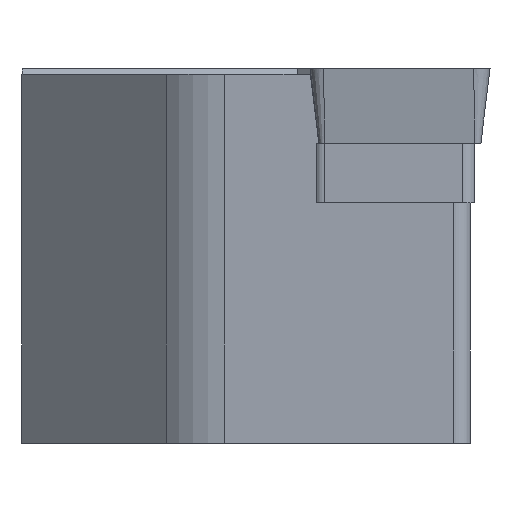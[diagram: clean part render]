
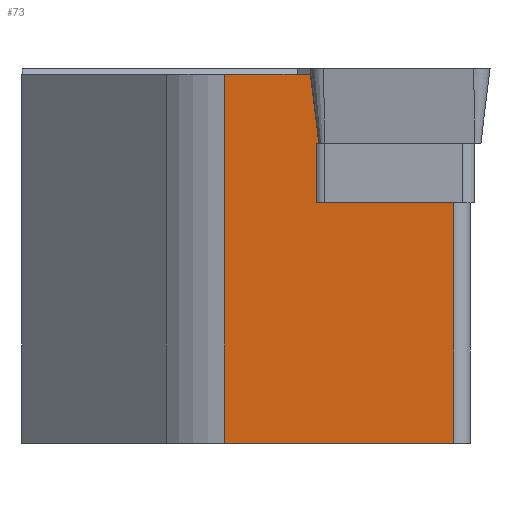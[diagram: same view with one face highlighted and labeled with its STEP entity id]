
A CAD part, left-side view. The second image highlights one B-rep face of the part: STEP entity #73.
In plain terms, the highlighted planar face has unit normal (-0.996, 0.087, 0).
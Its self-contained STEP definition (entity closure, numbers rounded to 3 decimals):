
#73=ADVANCED_FACE('',(#130),#105,.F.);
#105=PLANE('',#656);
#130=FACE_OUTER_BOUND('',#163,.T.);
#163=EDGE_LOOP('',(#206,#207,#208,#209,#210,#211,#212,#213));
#206=ORIENTED_EDGE('',*,*,#437,.F.);
#207=ORIENTED_EDGE('',*,*,#438,.T.);
#208=ORIENTED_EDGE('',*,*,#439,.F.);
#209=ORIENTED_EDGE('',*,*,#440,.F.);
#210=ORIENTED_EDGE('',*,*,#441,.F.);
#211=ORIENTED_EDGE('',*,*,#442,.F.);
#212=ORIENTED_EDGE('',*,*,#443,.F.);
#213=ORIENTED_EDGE('',*,*,#435,.T.);
#376=VERTEX_POINT('',#895);
#377=VERTEX_POINT('',#897);
#378=VERTEX_POINT('',#901);
#379=VERTEX_POINT('',#903);
#380=VERTEX_POINT('',#905);
#381=VERTEX_POINT('',#907);
#382=VERTEX_POINT('',#909);
#383=VERTEX_POINT('',#911);
#435=EDGE_CURVE('',#377,#376,#521,.T.);
#437=EDGE_CURVE('',#378,#376,#522,.T.);
#438=EDGE_CURVE('',#378,#379,#523,.T.);
#439=EDGE_CURVE('',#380,#379,#524,.T.);
#440=EDGE_CURVE('',#381,#380,#525,.T.);
#441=EDGE_CURVE('',#382,#381,#526,.T.);
#442=EDGE_CURVE('',#383,#382,#527,.T.);
#443=EDGE_CURVE('',#377,#383,#528,.T.);
#521=LINE('',#896,#590);
#522=LINE('',#900,#591);
#523=LINE('',#902,#592);
#524=LINE('',#904,#593);
#525=LINE('',#906,#594);
#526=LINE('',#908,#595);
#527=LINE('',#910,#596);
#528=LINE('',#912,#597);
#590=VECTOR('',#717,1.);
#591=VECTOR('',#722,1.);
#592=VECTOR('',#723,1.);
#593=VECTOR('',#724,1.);
#594=VECTOR('',#725,1.);
#595=VECTOR('',#726,1.);
#596=VECTOR('',#727,1.);
#597=VECTOR('',#728,1.);
#656=AXIS2_PLACEMENT_3D('',#913,#729,#730);
#717=DIRECTION('',(0.,0.,1.));
#722=DIRECTION('',(-0.087,-0.996,0.));
#723=DIRECTION('',(0.,0.,1.));
#724=DIRECTION('',(0.087,0.996,0.));
#725=DIRECTION('',(-0.011,-0.123,-0.992));
#726=DIRECTION('',(-0.087,-0.996,0.));
#727=DIRECTION('',(0.,0.,1.));
#728=DIRECTION('',(0.087,0.996,0.));
#729=DIRECTION('',(0.996,-0.087,0.));
#730=DIRECTION('',(0.087,0.996,0.));
#895=CARTESIAN_POINT('',(1.07,1.936,-7.15));
#896=CARTESIAN_POINT('',(1.07,1.936,-30.));
#897=CARTESIAN_POINT('',(1.07,1.936,-20.));
#900=CARTESIAN_POINT('',(1.07,1.936,-7.15));
#901=CARTESIAN_POINT('',(1.713,9.291,-7.15));
#902=CARTESIAN_POINT('',(1.713,9.291,-3.97));
#903=CARTESIAN_POINT('',(1.713,9.291,-3.97));
#904=CARTESIAN_POINT('',(1.07,1.936,-3.97));
#905=CARTESIAN_POINT('',(1.701,9.148,-3.97));
#906=CARTESIAN_POINT('',(1.412,5.854,-30.49));
#907=CARTESIAN_POINT('',(1.741,9.604,-0.3));
#908=CARTESIAN_POINT('',(1.07,1.936,-0.3));
#909=CARTESIAN_POINT('',(2.142,14.187,-0.3));
#910=CARTESIAN_POINT('',(2.142,14.187,-30.));
#911=CARTESIAN_POINT('',(2.142,14.187,-20.));
#912=CARTESIAN_POINT('',(1.07,1.936,-20.));
#913=CARTESIAN_POINT('',(1.07,1.936,-30.));
